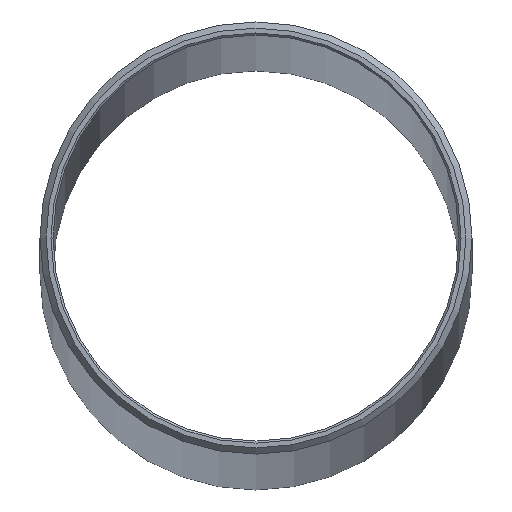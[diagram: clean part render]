
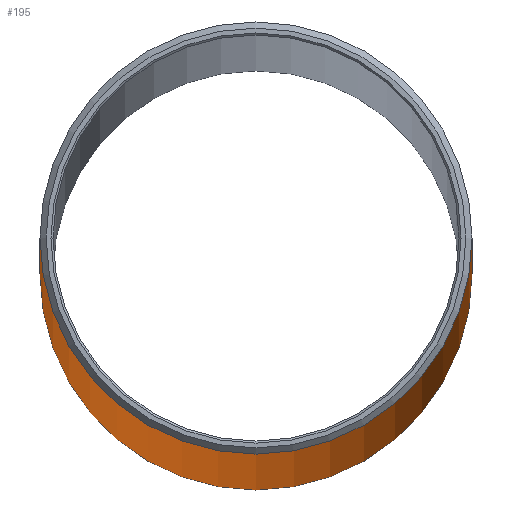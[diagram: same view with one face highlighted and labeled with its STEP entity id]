
A CAD part, top view. The second image highlights one B-rep face of the part: STEP entity #195.
In plain terms, the highlighted cylindrical face has radius 31.5 mm (diameter 63 mm), a full revolution.
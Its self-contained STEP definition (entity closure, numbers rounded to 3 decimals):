
#5 = ORIENTED_EDGE ( 'NONE', *, *, #10, .T. ) ;
#10 = EDGE_CURVE ( 'NONE', #212, #212, #138, .T. ) ;
#46 = FACE_OUTER_BOUND ( 'NONE', #111, .T. ) ;
#50 = AXIS2_PLACEMENT_3D ( 'NONE', #100, #81, #156 ) ;
#53 = AXIS2_PLACEMENT_3D ( 'NONE', #76, #148, #199 ) ;
#62 = CARTESIAN_POINT ( 'NONE',  ( 31.5, 0., -0.9 ) ) ;
#76 = CARTESIAN_POINT ( 'NONE',  ( 0., 0., -2999.1 ) ) ;
#81 = DIRECTION ( 'NONE',  ( 0., 0., -1. ) ) ;
#90 = ORIENTED_EDGE ( 'NONE', *, *, #193, .T. ) ;
#100 = CARTESIAN_POINT ( 'NONE',  ( 0., 0., -0.9 ) ) ;
#104 = VERTEX_POINT ( 'NONE', #62 ) ;
#106 = AXIS2_PLACEMENT_3D ( 'NONE', #136, #132, #207 ) ;
#111 = EDGE_LOOP ( 'NONE', ( #5 ) ) ;
#115 = FACE_OUTER_BOUND ( 'NONE', #125, .T. ) ;
#125 = EDGE_LOOP ( 'NONE', ( #90 ) ) ;
#132 = DIRECTION ( 'NONE',  ( 0., 0., 1. ) ) ;
#136 = CARTESIAN_POINT ( 'NONE',  ( 0., 0., -3000. ) ) ;
#138 = CIRCLE ( 'NONE', #53, 31.5 ) ;
#148 = DIRECTION ( 'NONE',  ( 0., 0., 1. ) ) ;
#156 = DIRECTION ( 'NONE',  ( 1., 0., 0. ) ) ;
#167 = CIRCLE ( 'NONE', #50, 31.5 ) ;
#193 = EDGE_CURVE ( 'NONE', #104, #104, #167, .T. ) ;
#194 = CARTESIAN_POINT ( 'NONE',  ( 31.5, 0., -2999.1 ) ) ;
#195 = ADVANCED_FACE ( 'NONE', ( #46, #115 ), #211, .T. ) ;
#199 = DIRECTION ( 'NONE',  ( 1., 0., 0. ) ) ;
#207 = DIRECTION ( 'NONE',  ( 1., 0., 0. ) ) ;
#211 = CYLINDRICAL_SURFACE ( 'NONE', #106, 31.5 ) ;
#212 = VERTEX_POINT ( 'NONE', #194 ) ;
